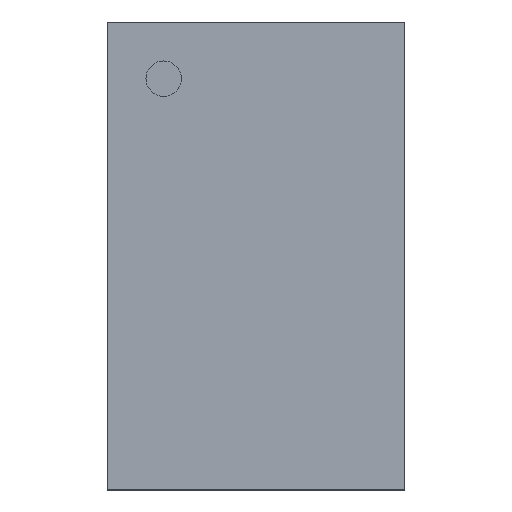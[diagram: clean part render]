
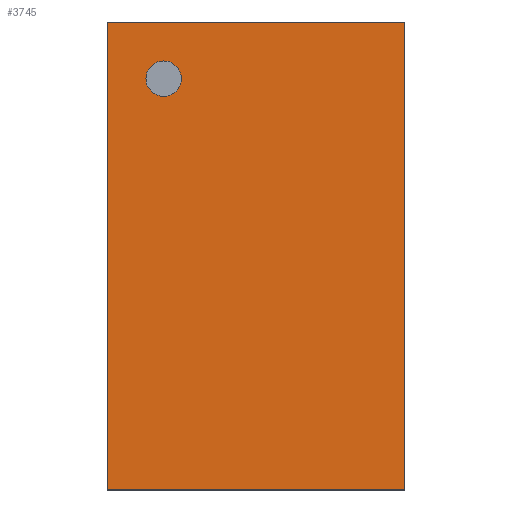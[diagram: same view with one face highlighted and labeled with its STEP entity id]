
A CAD part, top view. The second image highlights one B-rep face of the part: STEP entity #3745.
In plain terms, the highlighted planar face has unit normal (0, 0, 1).
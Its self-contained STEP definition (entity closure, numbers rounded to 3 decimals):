
#454 = DIRECTION ( 'NONE',  ( 0., 0., 1. ) ) ;
#659 = CARTESIAN_POINT ( 'NONE',  ( 1.053, -1.654, 0.327 ) ) ;
#728 = LINE ( 'NONE', #7086, #4060 ) ;
#916 = CARTESIAN_POINT ( 'NONE',  ( -1.053, -1.654, 0.327 ) ) ;
#968 = ORIENTED_EDGE ( 'NONE', *, *, #2486, .T. ) ;
#1050 = ORIENTED_EDGE ( 'NONE', *, *, #2766, .T. ) ;
#1143 = FACE_OUTER_BOUND ( 'NONE', #7225, .T. ) ;
#1205 = CARTESIAN_POINT ( 'NONE',  ( -0.653, 1.253, 0.327 ) ) ;
#1492 = CARTESIAN_POINT ( 'NONE',  ( 1.053, 1.653, 0.327 ) ) ;
#1845 = CIRCLE ( 'NONE', #6201, 0.125 ) ;
#1958 = EDGE_CURVE ( 'NONE', #3884, #2498, #5692, .T. ) ;
#2202 = EDGE_LOOP ( 'NONE', ( #6641, #6485 ) ) ;
#2300 = EDGE_CURVE ( 'NONE', #2498, #3884, #1845, .T. ) ;
#2317 = AXIS2_PLACEMENT_3D ( 'NONE', #2877, #454, #7075 ) ;
#2402 = VERTEX_POINT ( 'NONE', #916 ) ;
#2486 = EDGE_CURVE ( 'NONE', #2402, #3267, #3281, .T. ) ;
#2498 = VERTEX_POINT ( 'NONE', #3974 ) ;
#2537 = VECTOR ( 'NONE', #6844, 1000. ) ;
#2693 = VECTOR ( 'NONE', #4548, 1000. ) ;
#2694 = DIRECTION ( 'NONE',  ( 0., 0., 1. ) ) ;
#2710 = ORIENTED_EDGE ( 'NONE', *, *, #3056, .T. ) ;
#2766 = EDGE_CURVE ( 'NONE', #3267, #3341, #4675, .T. ) ;
#2877 = CARTESIAN_POINT ( 'NONE',  ( -0.653, 1.253, 0.327 ) ) ;
#2912 = PLANE ( 'NONE',  #5974 ) ;
#3056 = EDGE_CURVE ( 'NONE', #7030, #2402, #728, .T. ) ;
#3267 = VERTEX_POINT ( 'NONE', #7003 ) ;
#3281 = LINE ( 'NONE', #5752, #2693 ) ;
#3341 = VERTEX_POINT ( 'NONE', #7158 ) ;
#3445 = FACE_BOUND ( 'NONE', #2202, .T. ) ;
#3540 = DIRECTION ( 'NONE',  ( 0., 0., 1. ) ) ;
#3745 = ADVANCED_FACE ( 'NONE', ( #3445, #1143 ), #2912, .T. ) ;
#3884 = VERTEX_POINT ( 'NONE', #6316 ) ;
#3974 = CARTESIAN_POINT ( 'NONE',  ( -0.528, 1.253, 0.327 ) ) ;
#4060 = VECTOR ( 'NONE', #5283, 1000. ) ;
#4548 = DIRECTION ( 'NONE',  ( 1., 0., 0. ) ) ;
#4658 = ORIENTED_EDGE ( 'NONE', *, *, #6970, .T. ) ;
#4675 = LINE ( 'NONE', #659, #5574 ) ;
#5283 = DIRECTION ( 'NONE',  ( 0., -1., 0. ) ) ;
#5570 = CARTESIAN_POINT ( 'NONE',  ( 0., 0., 0.327 ) ) ;
#5574 = VECTOR ( 'NONE', #7292, 1000. ) ;
#5692 = CIRCLE ( 'NONE', #2317, 0.125 ) ;
#5746 = CARTESIAN_POINT ( 'NONE',  ( -1.053, 1.653, 0.327 ) ) ;
#5752 = CARTESIAN_POINT ( 'NONE',  ( -1.053, -1.654, 0.327 ) ) ;
#5953 = DIRECTION ( 'NONE',  ( 1., 0., 0. ) ) ;
#5974 = AXIS2_PLACEMENT_3D ( 'NONE', #5570, #2694, #7404 ) ;
#6100 = LINE ( 'NONE', #1492, #2537 ) ;
#6201 = AXIS2_PLACEMENT_3D ( 'NONE', #1205, #3540, #5953 ) ;
#6316 = CARTESIAN_POINT ( 'NONE',  ( -0.778, 1.253, 0.327 ) ) ;
#6485 = ORIENTED_EDGE ( 'NONE', *, *, #1958, .F. ) ;
#6641 = ORIENTED_EDGE ( 'NONE', *, *, #2300, .F. ) ;
#6844 = DIRECTION ( 'NONE',  ( -1., 0., 0. ) ) ;
#6970 = EDGE_CURVE ( 'NONE', #3341, #7030, #6100, .T. ) ;
#7003 = CARTESIAN_POINT ( 'NONE',  ( 1.053, -1.654, 0.327 ) ) ;
#7030 = VERTEX_POINT ( 'NONE', #5746 ) ;
#7075 = DIRECTION ( 'NONE',  ( 1., 0., 0. ) ) ;
#7086 = CARTESIAN_POINT ( 'NONE',  ( -1.053, 1.653, 0.327 ) ) ;
#7158 = CARTESIAN_POINT ( 'NONE',  ( 1.053, 1.653, 0.327 ) ) ;
#7225 = EDGE_LOOP ( 'NONE', ( #968, #1050, #4658, #2710 ) ) ;
#7292 = DIRECTION ( 'NONE',  ( 0., 1., 0. ) ) ;
#7404 = DIRECTION ( 'NONE',  ( 1., 0., 0. ) ) ;
